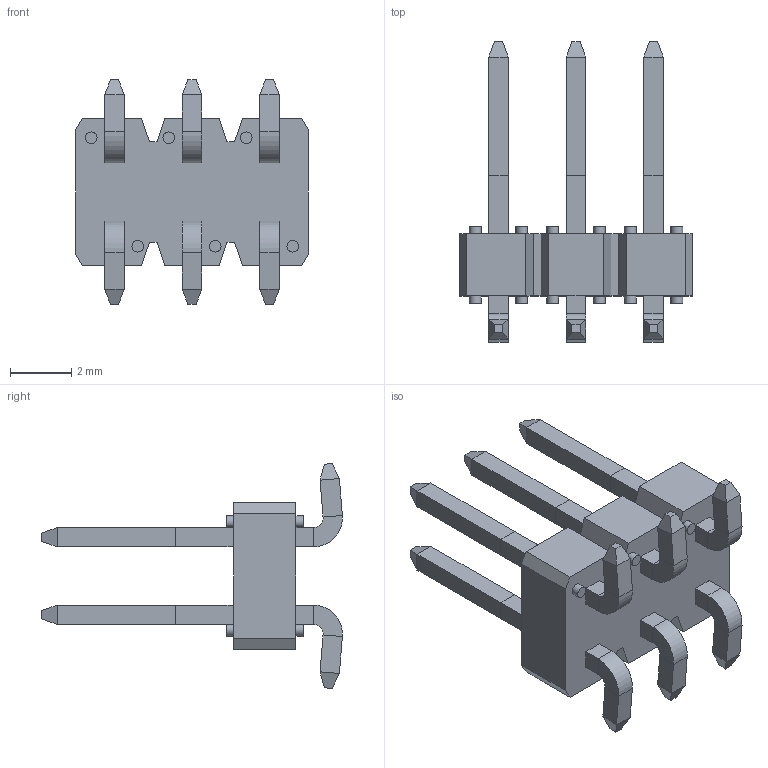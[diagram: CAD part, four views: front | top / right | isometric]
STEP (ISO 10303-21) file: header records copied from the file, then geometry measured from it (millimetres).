
FILE_DESCRIPTION (( 'STEP AP214' ), '1' );
FILE_NAME ('10125394-T0803ALF.STEP', '2022-04-20T08:23:43', ( '' ), ( '' ), 'SwSTEP 2.0', 'SolidWorks 2017', '' );
FILE_SCHEMA (( 'AUTOMOTIVE_DESIGN' ));
Length unit declared in the file: inch
Products named in the file (1): 10125394-T0803ALF
Bounding box: 7.62 x 9.85 x 7.37 mm (x, y, z)
Volume: 93.8 mm3; surface area: 337.9 mm2
Topology: 13 solids, 13 shells, 242 faces, 522 edges, 318 vertices
Faces by surface type: plane 218, cylinder 24
Full cylindrical faces by diameter (mm): 0.381 x12
Entity records: 6436 total; most frequent: CARTESIAN_POINT 1059, DIRECTION 1038, ORIENTED_EDGE 1008, EDGE_CURVE 504, LINE 456, VECTOR 456, VERTEX_POINT 312, AXIS2_PLACEMENT_3D 291
